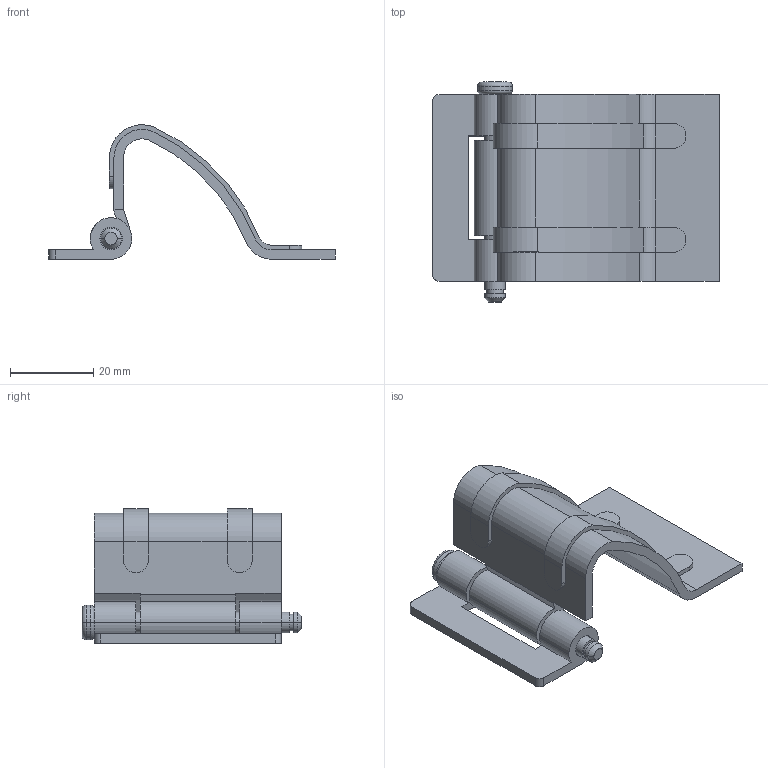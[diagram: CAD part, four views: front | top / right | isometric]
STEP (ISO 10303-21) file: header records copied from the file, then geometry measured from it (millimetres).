
FILE_DESCRIPTION (( 'STEP AP203' ), '1' );
FILE_NAME ('B-539-2.STEP', '2009-02-18T00:04:58', ( ' ' ), ( ' ' ), 'SwSTEP 2.0', 'SolidWorks 2007', '' );
FILE_SCHEMA (( 'CONFIG_CONTROL_DESIGN' ));
Length unit declared in the file: millimetre
Products named in the file (4): B-539-2; B-539-2僸儞僕A__棉太倌; B-539-2僔儍僼僩__棉太倌; B-539-2僸儞僕B__棉太倌
Assembly tree (3 placements, depth 2):
  B-539-2
    B-539-2僸儞僕B__棉太倌
    B-539-2僔儍僼僩__棉太倌
    B-539-2僸儞僕A__棉太倌
Bounding box: 69 x 53 x 32.4 mm (x, y, z)
Volume: 14019.3 mm3; surface area: 12680.3 mm2
Topology: 3 solids, 3 shells, 91 faces, 238 edges, 156 vertices
Faces by surface type: cylinder 51, plane 34, torus 4, cone 2
Entity records: 3266 total; most frequent: DIRECTION 544, CARTESIAN_POINT 491, ORIENTED_EDGE 476, EDGE_CURVE 238, AXIS2_PLACEMENT_3D 209, VERTEX_POINT 156, VECTOR 126, LINE 126
